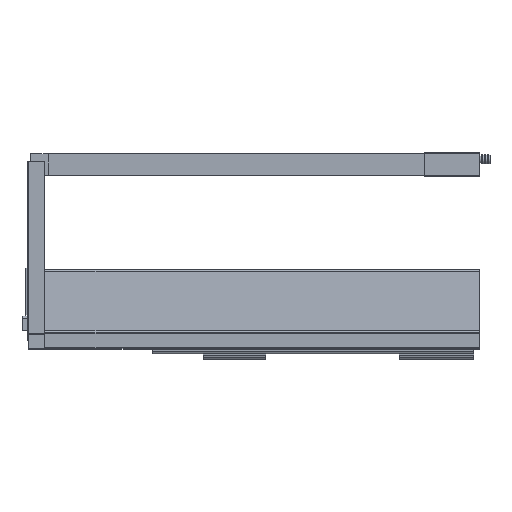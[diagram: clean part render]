
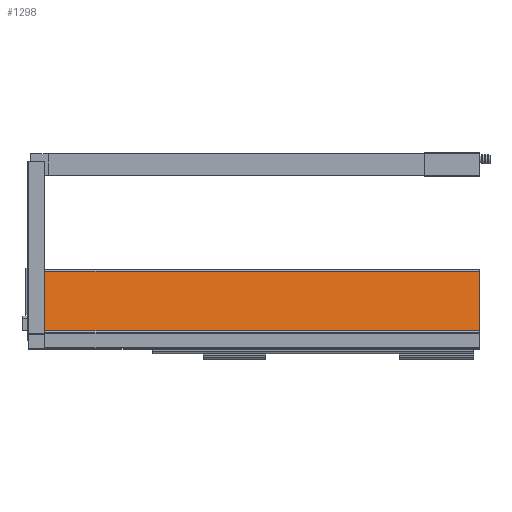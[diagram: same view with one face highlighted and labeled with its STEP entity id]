
A CAD part, top view. The second image highlights one B-rep face of the part: STEP entity #1298.
In plain terms, the highlighted planar face has unit normal (0, 0.139, 0.99).
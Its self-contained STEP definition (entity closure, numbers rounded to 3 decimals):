
#185 = ORIENTED_EDGE ( 'NONE', *, *, #3342, .F. ) ;
#440 = CARTESIAN_POINT ( 'NONE',  ( 0., 75.024, 25.028 ) ) ;
#957 = DIRECTION ( 'NONE',  ( 0., -0.99, 0.139 ) ) ;
#1096 = VECTOR ( 'NONE', #3401, 1000. ) ;
#1145 = CARTESIAN_POINT ( 'NONE',  ( -473.5, 10.222, 34.135 ) ) ;
#1298 = ADVANCED_FACE ( 'NONE', ( #1936 ), #3134, .T. ) ;
#1673 = CARTESIAN_POINT ( 'NONE',  ( -473.5, 75.024, 25.028 ) ) ;
#1879 = CARTESIAN_POINT ( 'NONE',  ( -493., 75.024, 25.028 ) ) ;
#1935 = EDGE_LOOP ( 'NONE', ( #4839, #12617, #12789, #185 ) ) ;
#1936 = FACE_OUTER_BOUND ( 'NONE', #1935, .T. ) ;
#2175 = VECTOR ( 'NONE', #4362, 1000. ) ;
#2998 = VECTOR ( 'NONE', #8740, 1000. ) ;
#3134 = PLANE ( 'NONE',  #6668 ) ;
#3342 = EDGE_CURVE ( 'NONE', #12131, #10326, #6810, .T. ) ;
#3401 = DIRECTION ( 'NONE',  ( 1., 0., 0. ) ) ;
#4311 = VERTEX_POINT ( 'NONE', #1145 ) ;
#4362 = DIRECTION ( 'NONE',  ( 0., 0.99, -0.139 ) ) ;
#4693 = CARTESIAN_POINT ( 'NONE',  ( -493., 75.024, 25.028 ) ) ;
#4839 = ORIENTED_EDGE ( 'NONE', *, *, #8771, .F. ) ;
#4917 = VECTOR ( 'NONE', #13045, 1000. ) ;
#5277 = CARTESIAN_POINT ( 'NONE',  ( 0., 75.024, 25.028 ) ) ;
#5413 = CARTESIAN_POINT ( 'NONE',  ( -473.5, 75.024, 25.028 ) ) ;
#5975 = DIRECTION ( 'NONE',  ( 0., 0.139, 0.99 ) ) ;
#6536 = EDGE_CURVE ( 'NONE', #4311, #11439, #12477, .T. ) ;
#6668 = AXIS2_PLACEMENT_3D ( 'NONE', #1879, #5975, #957 ) ;
#6810 = LINE ( 'NONE', #4693, #2998 ) ;
#8740 = DIRECTION ( 'NONE',  ( 1., 0., 0. ) ) ;
#8771 = EDGE_CURVE ( 'NONE', #4311, #12131, #12381, .T. ) ;
#10077 = LINE ( 'NONE', #5277, #4917 ) ;
#10326 = VERTEX_POINT ( 'NONE', #440 ) ;
#11367 = EDGE_CURVE ( 'NONE', #10326, #11439, #10077, .T. ) ;
#11433 = CARTESIAN_POINT ( 'NONE',  ( 0., 10.222, 34.135 ) ) ;
#11439 = VERTEX_POINT ( 'NONE', #12494 ) ;
#12131 = VERTEX_POINT ( 'NONE', #1673 ) ;
#12381 = LINE ( 'NONE', #5413, #2175 ) ;
#12477 = LINE ( 'NONE', #11433, #1096 ) ;
#12494 = CARTESIAN_POINT ( 'NONE',  ( 0., 10.222, 34.135 ) ) ;
#12617 = ORIENTED_EDGE ( 'NONE', *, *, #6536, .T. ) ;
#12789 = ORIENTED_EDGE ( 'NONE', *, *, #11367, .F. ) ;
#13045 = DIRECTION ( 'NONE',  ( 0., -0.99, 0.139 ) ) ;
